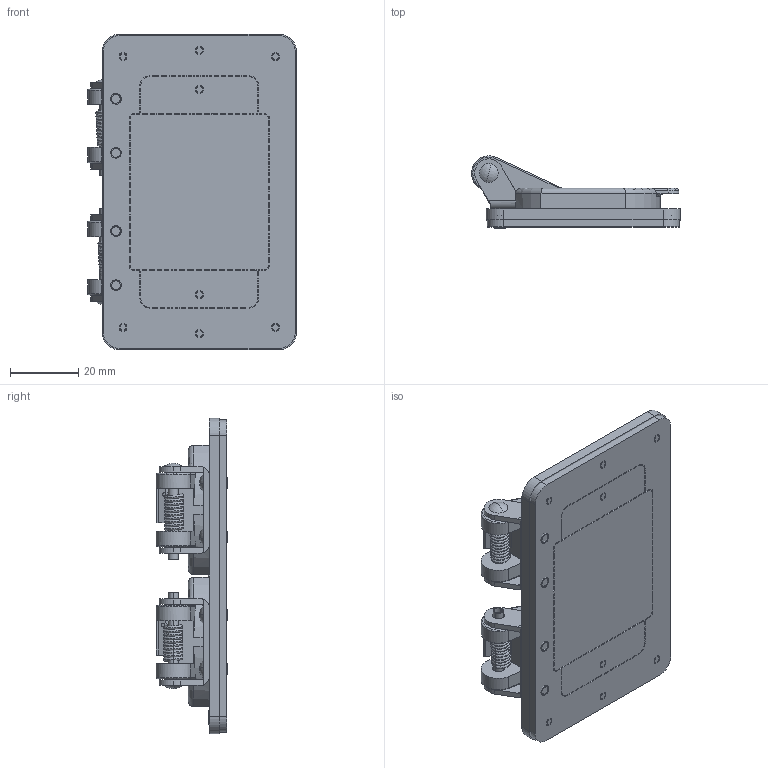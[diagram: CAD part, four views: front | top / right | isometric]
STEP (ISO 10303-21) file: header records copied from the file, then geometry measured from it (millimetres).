
FILE_DESCRIPTION (( 'STEP AP214' ), '1' );
FILE_NAME ('ORC6045-M01.STEP', '2025-02-21T15:19:53', ( '' ), ( '' ), 'SwSTEP 2.0', 'SolidWorks 2024', '' );
FILE_SCHEMA (( 'AUTOMOTIVE_DESIGN' ));
Products named in the file (1): ORC6045-M01
Bounding box: 61.41 x 21.16 x 92.71 mm (x, y, z)
Surface area: 31385.8 mm2 (no closed solid volume)
Topology: 0 solids, 20 shells, 1372 faces, 4357 edges, 2911 vertices
Faces by surface type: plane 893, cylinder 322, bspline 117, torus 20, sphere 16, cone 4
Entity records: 67802 total; most frequent: CARTESIAN_POINT 29428, ORIENTED_EDGE 7952, DIRECTION 7235, EDGE_CURVE 4353, VECTOR 3267, LINE 3267, VERTEX_POINT 2911, AXIS2_PLACEMENT_3D 1984
